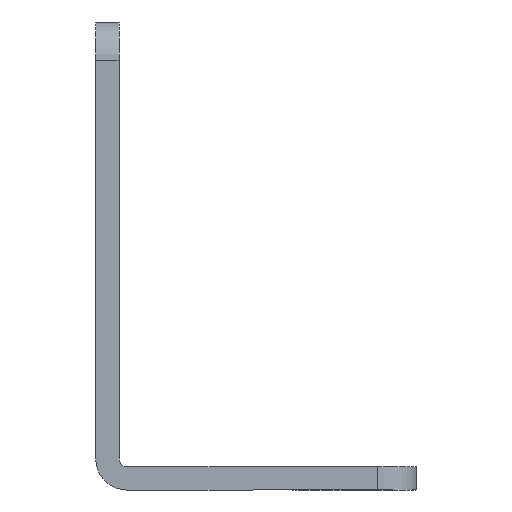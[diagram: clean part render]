
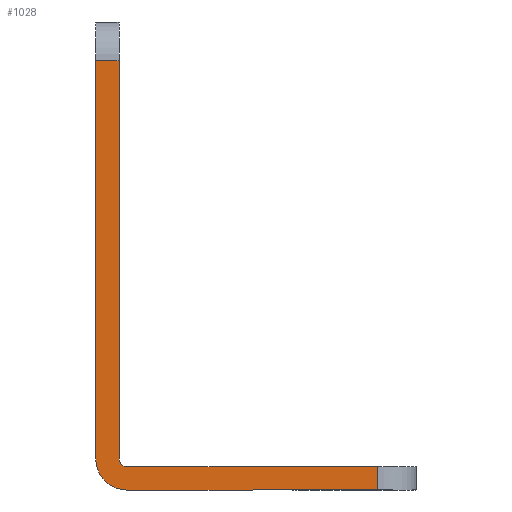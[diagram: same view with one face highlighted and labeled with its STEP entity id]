
A CAD part, left-side view. The second image highlights one B-rep face of the part: STEP entity #1028.
In plain terms, the highlighted planar face has unit normal (-1, 0, 0).
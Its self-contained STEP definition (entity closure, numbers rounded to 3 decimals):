
#37 = CARTESIAN_POINT ( 'NONE',  ( 0., 3., 55.3 ) ) ;
#180 = CARTESIAN_POINT ( 'NONE',  ( 0., 3., 60.3 ) ) ;
#229 = VERTEX_POINT ( 'NONE', #2094 ) ;
#244 = VERTEX_POINT ( 'NONE', #2755 ) ;
#246 = VECTOR ( 'NONE', #3251, 1000. ) ;
#328 = VERTEX_POINT ( 'NONE', #628 ) ;
#339 = VERTEX_POINT ( 'NONE', #944 ) ;
#340 = DIRECTION ( 'NONE',  ( 0., 0., 1. ) ) ;
#511 = CIRCLE ( 'NONE', #2321, 1. ) ;
#573 = VERTEX_POINT ( 'NONE', #2700 ) ;
#575 = EDGE_CURVE ( 'NONE', #573, #229, #1992, .T. ) ;
#597 = CARTESIAN_POINT ( 'NONE',  ( 0., 3., 55.3 ) ) ;
#628 = CARTESIAN_POINT ( 'NONE',  ( 0., -1., 0. ) ) ;
#633 = ORIENTED_EDGE ( 'NONE', *, *, #876, .F. ) ;
#651 = FACE_OUTER_BOUND ( 'NONE', #2101, .T. ) ;
#711 = DIRECTION ( 'NONE',  ( -1., 0., 0. ) ) ;
#876 = EDGE_CURVE ( 'NONE', #928, #328, #4172, .T. ) ;
#885 = AXIS2_PLACEMENT_3D ( 'NONE', #1941, #711, #2920 ) ;
#907 = VECTOR ( 'NONE', #1323, 1000. ) ;
#928 = VERTEX_POINT ( 'NONE', #3499 ) ;
#944 = CARTESIAN_POINT ( 'NONE',  ( 0., 3., 4. ) ) ;
#977 = CARTESIAN_POINT ( 'NONE',  ( 0., 0.563, 3. ) ) ;
#983 = PLANE ( 'NONE',  #885 ) ;
#991 = VECTOR ( 'NONE', #2038, 1000. ) ;
#1028 = ADVANCED_FACE ( 'NONE', ( #651 ), #983, .T. ) ;
#1287 = CARTESIAN_POINT ( 'NONE',  ( 0., -33.3, 3. ) ) ;
#1323 = DIRECTION ( 'NONE',  ( 0., 0., -1. ) ) ;
#1336 = CARTESIAN_POINT ( 'NONE',  ( 0., -1., 3. ) ) ;
#1511 = ORIENTED_EDGE ( 'NONE', *, *, #2012, .T. ) ;
#1580 = CARTESIAN_POINT ( 'NONE',  ( 0., -1., 4. ) ) ;
#1822 = CIRCLE ( 'NONE', #4125, 4. ) ;
#1827 = DIRECTION ( 'NONE',  ( 0., 1., 0. ) ) ;
#1903 = CARTESIAN_POINT ( 'NONE',  ( 0., 0.563, 0. ) ) ;
#1911 = VECTOR ( 'NONE', #3909, 1000. ) ;
#1938 = VERTEX_POINT ( 'NONE', #1336 ) ;
#1941 = CARTESIAN_POINT ( 'NONE',  ( 0., 3., 60.3 ) ) ;
#1992 = LINE ( 'NONE', #2655, #907 ) ;
#2012 = EDGE_CURVE ( 'NONE', #339, #328, #1822, .T. ) ;
#2038 = DIRECTION ( 'NONE',  ( 0., 1., 0. ) ) ;
#2094 = CARTESIAN_POINT ( 'NONE',  ( 0., 0., 4. ) ) ;
#2101 = EDGE_LOOP ( 'NONE', ( #3833, #1511, #633, #2658, #3863, #3105, #3127, #2497 ) ) ;
#2321 = AXIS2_PLACEMENT_3D ( 'NONE', #1580, #2515, #340 ) ;
#2333 = CARTESIAN_POINT ( 'NONE',  ( 0., -1., 4. ) ) ;
#2347 = DIRECTION ( 'NONE',  ( 0., 0., -1. ) ) ;
#2497 = ORIENTED_EDGE ( 'NONE', *, *, #3532, .T. ) ;
#2515 = DIRECTION ( 'NONE',  ( -1., 0., 0. ) ) ;
#2521 = EDGE_CURVE ( 'NONE', #3198, #339, #4044, .T. ) ;
#2655 = CARTESIAN_POINT ( 'NONE',  ( 0., 0., 60.3 ) ) ;
#2658 = ORIENTED_EDGE ( 'NONE', *, *, #4061, .T. ) ;
#2700 = CARTESIAN_POINT ( 'NONE',  ( 0., 0., 55.3 ) ) ;
#2755 = CARTESIAN_POINT ( 'NONE',  ( 0., -33.3, 3. ) ) ;
#2853 = VECTOR ( 'NONE', #1827, 1000. ) ;
#2920 = DIRECTION ( 'NONE',  ( 0., 0., 1. ) ) ;
#2924 = EDGE_CURVE ( 'NONE', #244, #1938, #3870, .T. ) ;
#2991 = DIRECTION ( 'NONE',  ( -1., 0., 0. ) ) ;
#3105 = ORIENTED_EDGE ( 'NONE', *, *, #3975, .F. ) ;
#3127 = ORIENTED_EDGE ( 'NONE', *, *, #575, .F. ) ;
#3198 = VERTEX_POINT ( 'NONE', #597 ) ;
#3251 = DIRECTION ( 'NONE',  ( 0., 1., 0. ) ) ;
#3499 = CARTESIAN_POINT ( 'NONE',  ( 0., -33.3, 0. ) ) ;
#3532 = EDGE_CURVE ( 'NONE', #573, #3198, #3608, .T. ) ;
#3608 = LINE ( 'NONE', #37, #991 ) ;
#3833 = ORIENTED_EDGE ( 'NONE', *, *, #2521, .T. ) ;
#3855 = VECTOR ( 'NONE', #2347, 1000. ) ;
#3863 = ORIENTED_EDGE ( 'NONE', *, *, #2924, .T. ) ;
#3870 = LINE ( 'NONE', #977, #246 ) ;
#3909 = DIRECTION ( 'NONE',  ( 0., 0., 1. ) ) ;
#3919 = DIRECTION ( 'NONE',  ( 0., -1., 0. ) ) ;
#3975 = EDGE_CURVE ( 'NONE', #229, #1938, #511, .T. ) ;
#4044 = LINE ( 'NONE', #180, #3855 ) ;
#4061 = EDGE_CURVE ( 'NONE', #928, #244, #4184, .T. ) ;
#4125 = AXIS2_PLACEMENT_3D ( 'NONE', #2333, #2991, #3919 ) ;
#4172 = LINE ( 'NONE', #1903, #2853 ) ;
#4184 = LINE ( 'NONE', #1287, #1911 ) ;
